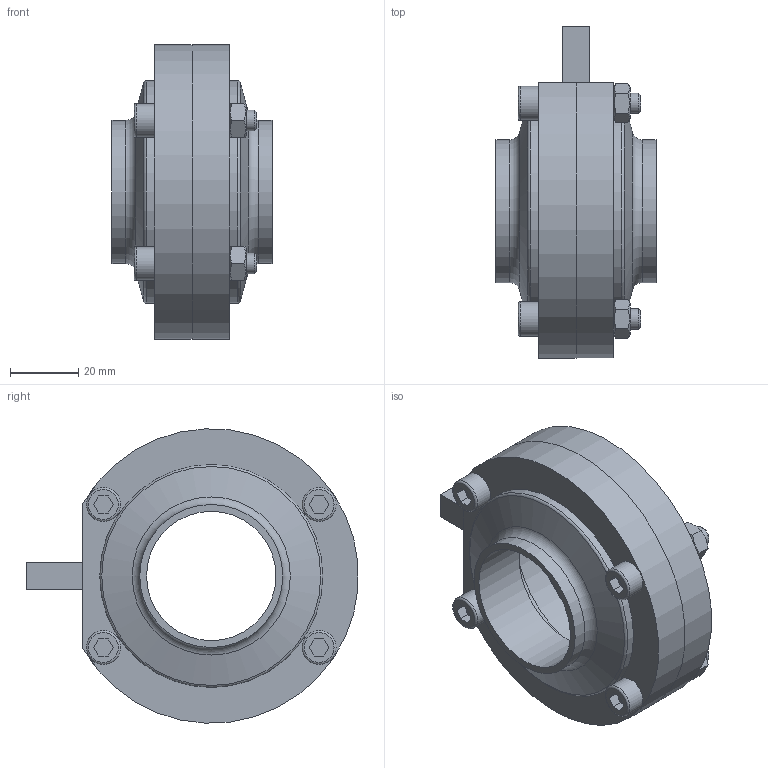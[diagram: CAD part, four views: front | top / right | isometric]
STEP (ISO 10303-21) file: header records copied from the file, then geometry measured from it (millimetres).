
FILE_DESCRIPTION( ( 'STEP AP203' ), '1' );
FILE_NAME( '9612075003.stp', '2020-07-20T09:21:10', ( 'License CC BY-ND 4.0' ), ( 'CADENAS' ), ' ', 'PARTsolutions', ' ' );
FILE_SCHEMA( ( 'CONFIG_CONTROL_DESIGN' ) );
Length unit declared in the file: millimetre
Products named in the file (4): 9612075003; _9612075003_L; _9612075003_R; _LKB-2_DN40_PIN
Assembly tree (3 placements, depth 2):
  9612075003
    _9612075003_L
    _9612075003_R
    _LKB-2_DN40_PIN
Bounding box: 47 x 97.49 x 86.43 mm (x, y, z)
Volume: 111031.4 mm3; surface area: 40896.3 mm2
Topology: 3 solids, 3 shells, 150 faces, 325 edges, 212 vertices
Faces by surface type: plane 93, cylinder 35, cone 14, torus 8
Full cylindrical faces by diameter (mm): 6 x8, 7 x8, 10 x4, 12 x1, 38 x2, 42 x2, 46 x2, 54 x2, 65.5 x2
Entity records: 4209 total; most frequent: CARTESIAN_POINT 1050, DIRECTION 612, ORIENTED_EDGE 524, EDGE_CURVE 262, EDGE_LOOP 246, AXIS2_PLACEMENT_3D 244, VERTEX_POINT 202, FACE_OUTER_BOUND 189
